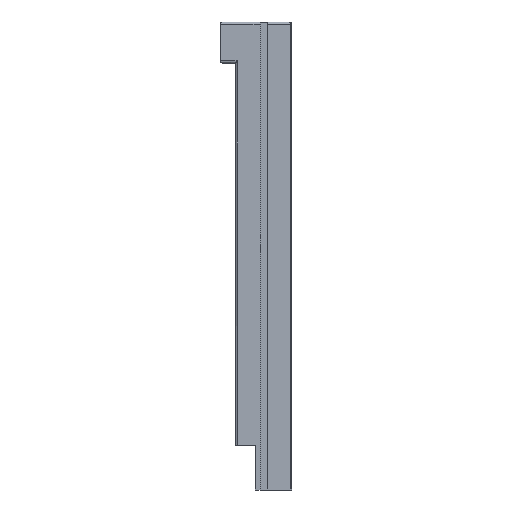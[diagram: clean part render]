
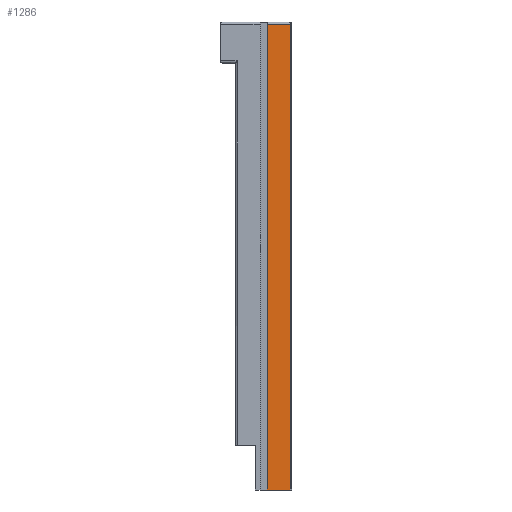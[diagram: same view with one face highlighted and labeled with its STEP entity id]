
A CAD part, left-side view. The second image highlights one B-rep face of the part: STEP entity #1286.
In plain terms, the highlighted planar face has unit normal (-1, 0, 0).
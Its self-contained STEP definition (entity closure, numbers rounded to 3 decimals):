
#35=PLANE('',#1398);
#94=FACE_OUTER_BOUND('',#166,.T.);
#166=EDGE_LOOP('',(#1022,#1023,#1024,#1025));
#333=LINE('',#2191,#475);
#343=LINE('',#2210,#485);
#344=LINE('',#2258,#486);
#345=LINE('',#2259,#487);
#475=VECTOR('',#1645,10.);
#485=VECTOR('',#1661,10.);
#486=VECTOR('',#1668,10.);
#487=VECTOR('',#1669,10.);
#616=VERTEX_POINT('',#2188);
#617=VERTEX_POINT('',#2190);
#623=VERTEX_POINT('',#2208);
#625=VERTEX_POINT('',#2257);
#766=EDGE_CURVE('',#616,#617,#333,.T.);
#777=EDGE_CURVE('',#623,#616,#343,.T.);
#780=EDGE_CURVE('',#625,#623,#344,.T.);
#781=EDGE_CURVE('',#625,#617,#345,.T.);
#1022=ORIENTED_EDGE('',*,*,#777,.F.);
#1023=ORIENTED_EDGE('',*,*,#780,.F.);
#1024=ORIENTED_EDGE('',*,*,#781,.T.);
#1025=ORIENTED_EDGE('',*,*,#766,.F.);
#1286=ADVANCED_FACE('',(#94),#35,.T.);
#1398=AXIS2_PLACEMENT_3D('',#2256,#1666,#1667);
#1645=DIRECTION('',(0.,1.,0.));
#1661=DIRECTION('',(0.,0.,-1.));
#1666=DIRECTION('center_axis',(-1.,0.,0.));
#1667=DIRECTION('ref_axis',(0.,0.,1.));
#1668=DIRECTION('',(0.,-1.,0.));
#1669=DIRECTION('',(0.,0.,-1.));
#2188=CARTESIAN_POINT('',(-925.,-1118.267,184.3));
#2190=CARTESIAN_POINT('',(-925.,-1023.267,184.3));
#2191=CARTESIAN_POINT('',(-925.,-1123.267,184.3));
#2208=CARTESIAN_POINT('',(-925.,-1118.267,2104.3));
#2210=CARTESIAN_POINT('',(-925.,-1118.267,839.3));
#2256=CARTESIAN_POINT('Origin',(-925.,-1123.267,414.3));
#2257=CARTESIAN_POINT('',(-925.,-1023.267,2104.3));
#2258=CARTESIAN_POINT('',(-925.,-1123.267,2104.3));
#2259=CARTESIAN_POINT('',(-925.,-1023.267,1264.3));
